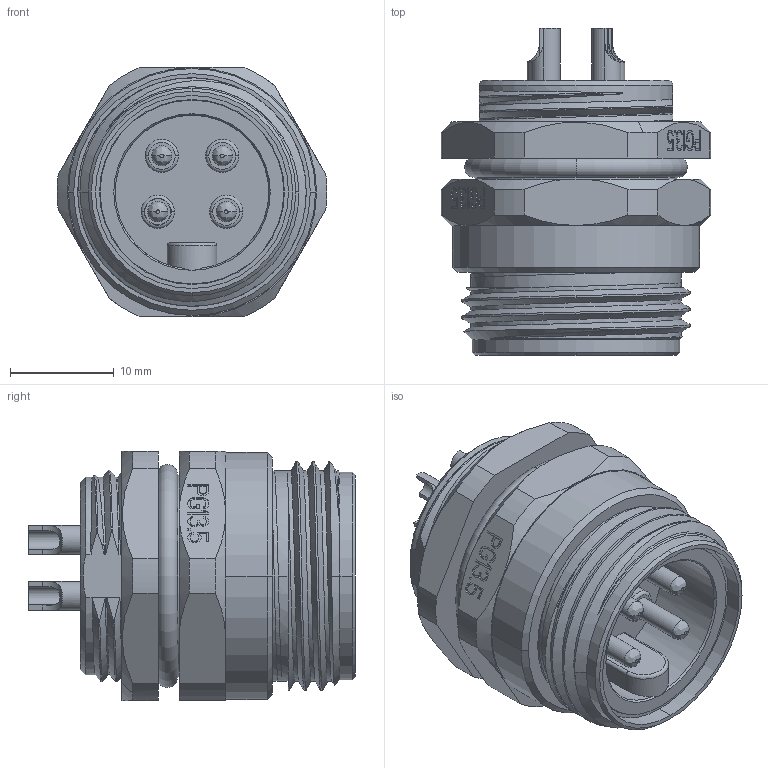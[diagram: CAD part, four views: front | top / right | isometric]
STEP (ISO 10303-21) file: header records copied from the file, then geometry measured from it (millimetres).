
FILE_DESCRIPTION((''),'2;1');
FILE_NAME('7_8-M04-BK-PG13_5_SW0001','2024-03-20T',('13288'),(''),'PRO/ENGINEER BY PARAMETRIC TECHNOLOGY CORPORATION, 2012480','PRO/ENGINEER BY PARAMETRIC TECHNOLOGY CORPORATION, 2012480','');
FILE_SCHEMA(('CONFIG_CONTROL_DESIGN'));
Length unit declared in the file: inch
Products named in the file (1): 7_8-M04-BK-PG13_5_SW0001
Bounding box: 26 x 31.5 x 24 mm (x, y, z)
Volume: 8953.2 mm3; surface area: 6232.4 mm2
Topology: 1 solids, 1 shells, 609 faces, 1750 edges, 1144 vertices
Faces by surface type: plane 420, cylinder 103, bspline 42, cone 31, torus 12, extrusion 1
Entity records: 24141 total; most frequent: CARTESIAN_POINT 8513, ORIENTED_EDGE 3484, DIRECTION 2878, EDGE_CURVE 1742, VECTOR 1296, LINE 1295, VERTEX_POINT 1144, AXIS2_PLACEMENT_3D 791
